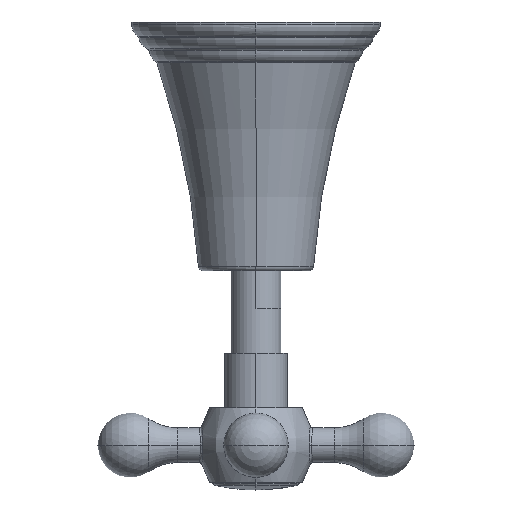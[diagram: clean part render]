
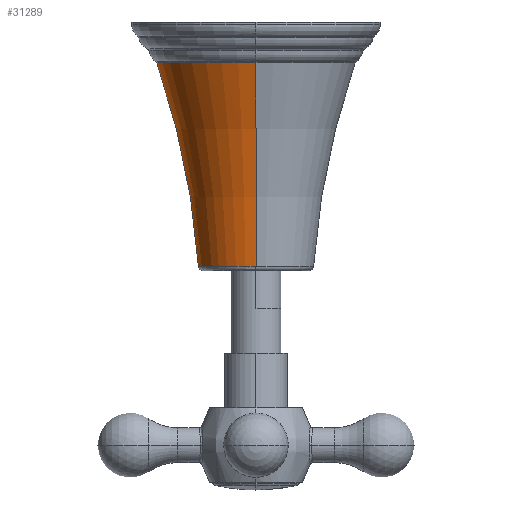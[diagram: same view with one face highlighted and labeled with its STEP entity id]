
A CAD part, left-side view. The second image highlights one B-rep face of the part: STEP entity #31289.
In plain terms, the highlighted toroidal (fillet/blend) face has major radius 171.158 mm and minor radius 160 mm.
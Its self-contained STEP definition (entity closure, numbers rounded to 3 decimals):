
#29581=CARTESIAN_POINT('',(0.,49.071,0.));
#29582=DIRECTION('',(0.,1.,0.));
#29583=DIRECTION('',(1.,0.,0.));
#29584=AXIS2_PLACEMENT_3D('',#29581,#29582,#29583);
#29586=CARTESIAN_POINT('',(0.,49.071,0.));
#29587=DIRECTION('',(0.,1.,0.));
#29588=DIRECTION('',(1.,0.,-0.01));
#29589=AXIS2_PLACEMENT_3D('',#29586,#29587,#29588);
#29591=CARTESIAN_POINT('',(171.158,60.452,
0.));
#29592=DIRECTION('',(0.,0.,-1.));
#29593=DIRECTION('',(-0.945,-0.327,0.));
#29594=AXIS2_PLACEMENT_3D('',#29591,#29592,#29593);
#29606=CARTESIAN_POINT('',(-171.158,60.452,
0.));
#29607=DIRECTION('',(0.,0.,1.));
#29608=DIRECTION('',(0.945,-0.327,0.));
#29609=AXIS2_PLACEMENT_3D('',#29606,#29607,#29608);
#29636=CARTESIAN_POINT('',(0.,8.174,0.));
#29637=DIRECTION('',(0.,1.,0.));
#29638=DIRECTION('',(1.,0.,0.));
#29639=AXIS2_PLACEMENT_3D('',#29636,#29637,#29638);
#29641=CARTESIAN_POINT('',(0.,8.174,0.));
#29642=DIRECTION('',(0.,1.,0.));
#29643=DIRECTION('',(1.,0.,-0.006));
#29644=AXIS2_PLACEMENT_3D('',#29641,#29642,#29643);
#31032=CARTESIAN_POINT('',(11.563,49.071,
-0.113));
#31033=CARTESIAN_POINT('',(-11.564,49.071,0.));
#31034=VERTEX_POINT('',#31032);
#31035=VERTEX_POINT('',#31033);
#31036=CARTESIAN_POINT('',(11.564,49.071,
0.));
#31037=VERTEX_POINT('',#31036);
#31038=CARTESIAN_POINT('',(-19.94,8.174,0.));
#31039=VERTEX_POINT('',#31038);
#31040=CARTESIAN_POINT('',(19.939,8.174,
-0.126));
#31041=VERTEX_POINT('',#31040);
#31042=CARTESIAN_POINT('',(19.94,8.174,
0.));
#31043=VERTEX_POINT('',#31042);
#31272=CARTESIAN_POINT('',(0.,60.452,0.));
#31273=DIRECTION('',(0.,-1.,0.));
#31274=DIRECTION('',(-1.,0.,0.));
#31275=AXIS2_PLACEMENT_3D('',#31272,#31273,#31274);
#31276=TOROIDAL_SURFACE('',#31275,171.158,160.);
#31277=ORIENTED_EDGE('',*,*,#31261,.T.);
#31278=ORIENTED_EDGE('',*,*,#31259,.T.);
#31280=ORIENTED_EDGE('',*,*,#31279,.F.);
#31282=ORIENTED_EDGE('',*,*,#31281,.F.);
#31284=ORIENTED_EDGE('',*,*,#31283,.F.);
#31286=ORIENTED_EDGE('',*,*,#31285,.T.);
#31287=EDGE_LOOP('',(#31277,#31278,#31280,#31282,#31284,#31286));
#31288=FACE_OUTER_BOUND('',#31287,.F.);
#29585=CIRCLE('',#29584,11.564);
#29590=CIRCLE('',#29589,11.564);
#29595=CIRCLE('',#29594,160.);
#29610=CIRCLE('',#29609,160.);
#29640=CIRCLE('',#29639,19.94);
#29645=CIRCLE('',#29644,19.94);
#31259=EDGE_CURVE('',#31034,#31035,#29590,.T.);
#31261=EDGE_CURVE('',#31037,#31034,#29585,.T.);
#31279=EDGE_CURVE('',#31039,#31035,#29610,.T.);
#31281=EDGE_CURVE('',#31041,#31039,#29645,.T.);
#31283=EDGE_CURVE('',#31043,#31041,#29640,.T.);
#31285=EDGE_CURVE('',#31043,#31037,#29595,.T.);
#31289=ADVANCED_FACE('',(#31288),#31276,.F.);
